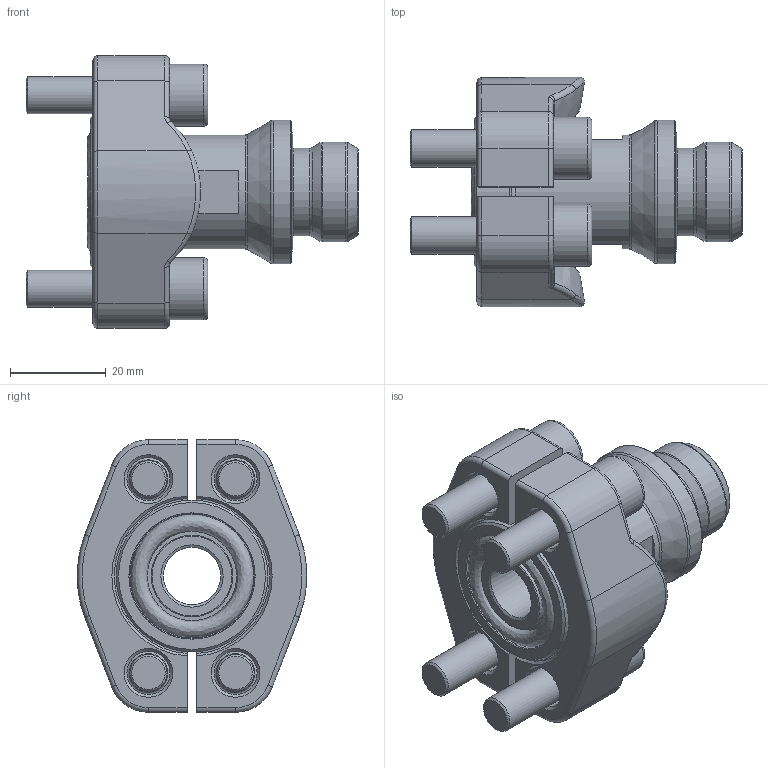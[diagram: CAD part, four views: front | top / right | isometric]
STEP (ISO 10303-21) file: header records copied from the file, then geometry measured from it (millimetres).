
FILE_DESCRIPTION(/* description */ (''),/* implementation_level */ '2;1');
FILE_NAME(/* name */ 'SGA13-6-16.stp',/* time_stamp */ '2025-01-29T09:52:24+01:00',/* author */ (''),/* organization */ (''),/* preprocessor_version */ 'ST-DEVELOPER v16',/* originating_system */ 'SIEMENS PLM Software NX 10.0',/* authorisation */ '');
FILE_SCHEMA (('CONFIG_CONTROL_DESIGN'));
Length unit declared in the file: millimetre
Products named in the file (7): X-AFH13-6_einzel; X-O18; X-M8x30I; X-O22-1; X-SGA61316; X-AFH13-6; SGA013-616
Assembly tree (10 placements, depth 3):
  SGA013-616
    X-SGA61316
    X-O22-1
    X-M8x30I  x4
    X-O18
    X-AFH13-6
      X-AFH13-6_einzel  x2
Bounding box: 69.4 x 47.96 x 57 mm (x, y, z)
Volume: 52830.1 mm3; surface area: 25386.4 mm2
Topology: 9 solids, 9 shells, 260 faces, 552 edges, 318 vertices
Faces by surface type: plane 92, cone 57, cylinder 48, torus 47, bspline 12, revolution 2, sphere 2
Full cylindrical faces by diameter (mm): 7.76 x4, 9 x4, 12 x1, 13 x4, 17.1 x1, 18.3 x1, 20.9 x1, 21.155 x1, 23.8 x1, 26 x1, 26.045 x1, 29.955 x1, 31.75 x1
Entity records: 4111 total; most frequent: CARTESIAN_POINT 790, DIRECTION 564, ORIENTED_EDGE 412, AXIS2_PLACEMENT_3D 251, EDGE_CURVE 206, EDGE_LOOP 181, VERTEX_POINT 146, ADVANCED_FACE 124
